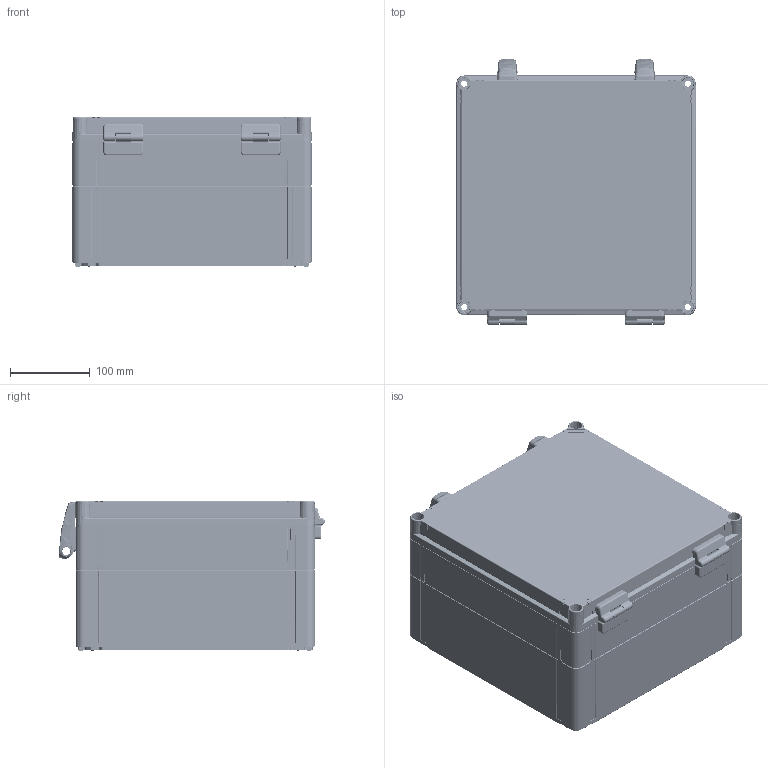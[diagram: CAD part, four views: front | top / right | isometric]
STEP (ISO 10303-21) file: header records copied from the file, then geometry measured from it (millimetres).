
FILE_DESCRIPTION((''),'2;1');
FILE_NAME('WPCP303018T_ASM','2009-01-05T',('pasi_koskela'),(''),'PRO/ENGINEER BY PARAMETRIC TECHNOLOGY CORPORATION, 2008250','PRO/ENGINEER BY PARAMETRIC TECHNOLOGY CORPORATION, 2008250','');
FILE_SCHEMA(('AUTOMOTIVE_DESIGN_CC2 { 1 2 10303 214 -1 1 5 2 }'));
Products named in the file (13): OPCP303010B_AF3; OPCT303003L_AF1; OPCP303006E_AF1; SARANA_KOTELO; SARANA_KANSI; CUBO_O_SARANATAPPI; CUBO_O_HINGE_ASM; PMR2426_KIINNITYSALUSTA; PMR2427_NIVEL; PMR2425_YL_KIINNITYS; PMR2428_ALAKIINNITYS; UUSISALPA_ASM; WPCP303018T_ASM
Assembly tree (14 placements, depth 3):
  WPCP303018T_ASM
    OPCP303010B_AF3
    OPCT303003L_AF1
    OPCP303006E_AF1
    CUBO_O_HINGE_ASM  x2
      SARANA_KOTELO
      SARANA_KANSI
      CUBO_O_SARANATAPPI
    UUSISALPA_ASM  x2
      PMR2426_KIINNITYSALUSTA
      PMR2427_NIVEL
      PMR2425_YL_KIINNITYS
      PMR2428_ALAKIINNITYS
Bounding box: 300 x 333.15 x 187 mm (x, y, z)
Volume: 1895553.2 mm3; surface area: 1040005.4 mm2
Topology: 17 solids, 17 shells, 6768 faces, 16959 edges, 10386 vertices
Faces by surface type: plane 2305, bspline 1574, cylinder 1445, cone 868, torus 474, sphere 102
Entity records: 243211 total; most frequent: CARTESIAN_POINT 82357, ORIENTED_EDGE 26574, DIRECTION 23415, PRESENTATION_STYLE_ASSIGNMENT 13297, STYLED_ITEM 13297, CURVE_STYLE 13287, EDGE_CURVE 13287, AXIS2_PLACEMENT_3D 8429
